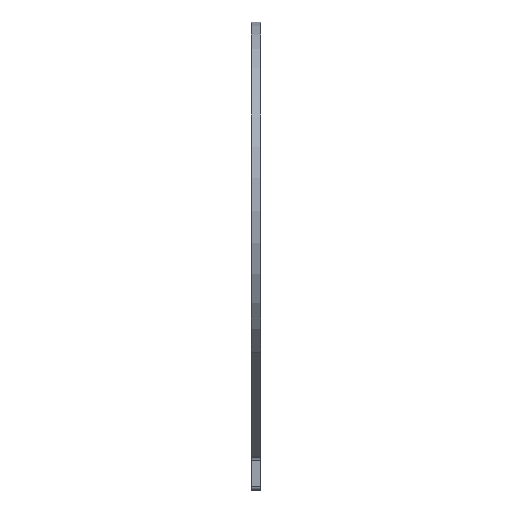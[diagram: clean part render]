
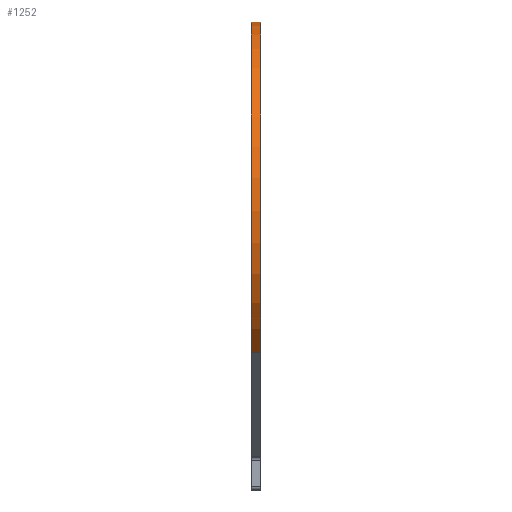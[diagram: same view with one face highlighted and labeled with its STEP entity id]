
A CAD part, top view. The second image highlights one B-rep face of the part: STEP entity #1252.
In plain terms, the highlighted cylindrical face has radius 57 mm (diameter 114 mm), a partial arc.
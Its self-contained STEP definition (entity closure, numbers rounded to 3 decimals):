
#437=DIRECTION('',(1.,0.,0.));
#438=VECTOR('',#437,3.);
#439=CARTESIAN_POINT('',(0.,-43.32,37.046));
#440=LINE('',#439,#438);
#441=CARTESIAN_POINT('',(0.,0.,0.));
#442=DIRECTION('',(-1.,0.,0.));
#443=DIRECTION('',(0.,-0.76,0.65));
#444=AXIS2_PLACEMENT_3D('',#441,#442,#443);
#446=DIRECTION('',(1.,0.,0.));
#447=VECTOR('',#446,3.);
#448=CARTESIAN_POINT('',(0.,22.518,-52.363));
#449=LINE('',#448,#447);
#450=CARTESIAN_POINT('',(3.,0.,0.));
#451=DIRECTION('',(1.,0.,0.));
#452=DIRECTION('',(0.,0.395,-0.919));
#453=AXIS2_PLACEMENT_3D('',#450,#451,#452);
#579=CARTESIAN_POINT('',(0.,22.518,-52.363));
#580=CARTESIAN_POINT('',(3.,22.518,-52.363));
#581=VERTEX_POINT('',#579);
#582=VERTEX_POINT('',#580);
#739=CARTESIAN_POINT('',(0.,-43.32,37.046));
#740=CARTESIAN_POINT('',(3.,-43.32,37.046));
#741=VERTEX_POINT('',#739);
#742=VERTEX_POINT('',#740);
#1240=CARTESIAN_POINT('',(0.,0.,0.));
#1241=DIRECTION('',(1.,0.,0.));
#1242=DIRECTION('',(0.,1.,0.));
#1243=AXIS2_PLACEMENT_3D('',#1240,#1241,#1242);
#1244=CYLINDRICAL_SURFACE('',#1243,57.);
#1245=ORIENTED_EDGE('',*,*,#1232,.F.);
#1246=ORIENTED_EDGE('',*,*,#756,.T.);
#1248=ORIENTED_EDGE('',*,*,#1247,.T.);
#1249=ORIENTED_EDGE('',*,*,#902,.T.);
#1250=EDGE_LOOP('',(#1245,#1246,#1248,#1249));
#1251=FACE_OUTER_BOUND('',#1250,.F.);
#1252=ADVANCED_FACE('',(#1251),#1244,.T.);
#445=CIRCLE('',#444,57.);
#454=CIRCLE('',#453,57.);
#756=EDGE_CURVE('',#741,#581,#445,.T.);
#902=EDGE_CURVE('',#582,#742,#454,.T.);
#1232=EDGE_CURVE('',#741,#742,#440,.T.);
#1247=EDGE_CURVE('',#581,#582,#449,.T.);
